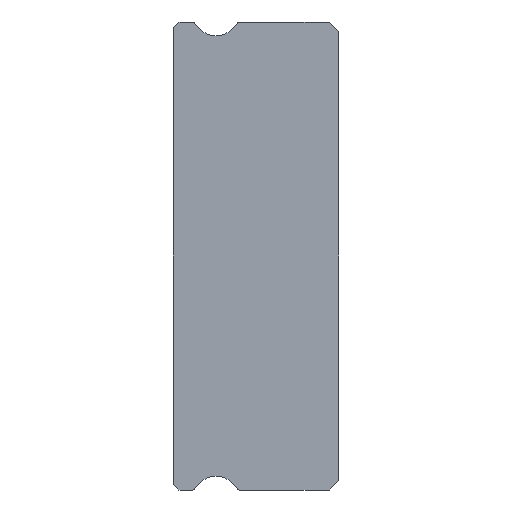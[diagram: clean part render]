
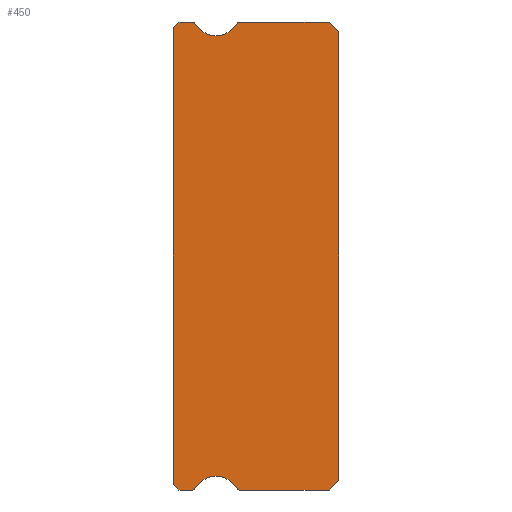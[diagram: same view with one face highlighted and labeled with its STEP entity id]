
A CAD part, left-side view. The second image highlights one B-rep face of the part: STEP entity #450.
In plain terms, the highlighted planar face has unit normal (-1, 0, 0).
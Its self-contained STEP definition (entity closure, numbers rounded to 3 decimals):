
#1 = ORIENTED_EDGE ( 'NONE', *, *, #830, .F. ) ;
#6 = CIRCLE ( 'NONE', #614, 1.25 ) ;
#22 = CARTESIAN_POINT ( 'NONE',  ( -5., 0., 11.5 ) ) ;
#52 = CARTESIAN_POINT ( 'NONE',  ( -5., 5.088, -12. ) ) ;
#67 = LINE ( 'NONE', #573, #1079 ) ;
#71 = EDGE_CURVE ( 'NONE', #1217, #1252, #6, .T. ) ;
#82 = VECTOR ( 'NONE', #319, 1000. ) ;
#91 = DIRECTION ( 'NONE',  ( 0., 0., 1. ) ) ;
#106 = DIRECTION ( 'NONE',  ( 0., -1., 0. ) ) ;
#117 = CARTESIAN_POINT ( 'NONE',  ( -5., 7.512, -12. ) ) ;
#131 = CARTESIAN_POINT ( 'NONE',  ( -5., 0.5, 12. ) ) ;
#151 = DIRECTION ( 'NONE',  ( 1., 0., 0. ) ) ;
#155 = CARTESIAN_POINT ( 'NONE',  ( -5., 8.5, 11.7 ) ) ;
#158 = DIRECTION ( 'NONE',  ( 1., 0., 0. ) ) ;
#166 = CARTESIAN_POINT ( 'NONE',  ( -5., 7.512, 11.85 ) ) ;
#183 = VECTOR ( 'NONE', #1031, 1000. ) ;
#185 = AXIS2_PLACEMENT_3D ( 'NONE', #671, #158, #788 ) ;
#197 = EDGE_CURVE ( 'NONE', #525, #647, #67, .T. ) ;
#209 = DIRECTION ( 'NONE',  ( 0., 0., -1. ) ) ;
#217 = CARTESIAN_POINT ( 'NONE',  ( -5., 7.383, -11.925 ) ) ;
#220 = ORIENTED_EDGE ( 'NONE', *, *, #1599, .F. ) ;
#227 = ORIENTED_EDGE ( 'NONE', *, *, #1386, .T. ) ;
#229 = DIRECTION ( 'NONE',  ( 0., 0., -1. ) ) ;
#243 = EDGE_CURVE ( 'NONE', #1446, #1002, #874, .T. ) ;
#245 = CARTESIAN_POINT ( 'NONE',  ( -5., 5.088, -11.85 ) ) ;
#279 = LINE ( 'NONE', #22, #557 ) ;
#281 = VERTEX_POINT ( 'NONE', #1449 ) ;
#292 = VERTEX_POINT ( 'NONE', #862 ) ;
#295 = EDGE_CURVE ( 'NONE', #500, #321, #1182, .T. ) ;
#311 = AXIS2_PLACEMENT_3D ( 'NONE', #166, #1269, #1034 ) ;
#314 = CIRCLE ( 'NONE', #531, 0.15 ) ;
#319 = DIRECTION ( 'NONE',  ( 0., 0.707, -0.707 ) ) ;
#321 = VERTEX_POINT ( 'NONE', #1598 ) ;
#335 = DIRECTION ( 'NONE',  ( 0., 0., -1. ) ) ;
#354 = CARTESIAN_POINT ( 'NONE',  ( -5., 7.512, -11.85 ) ) ;
#357 = DIRECTION ( 'NONE',  ( 0., 0.707, -0.707 ) ) ;
#370 = CIRCLE ( 'NONE', #1251, 0.15 ) ;
#390 = ORIENTED_EDGE ( 'NONE', *, *, #1136, .F. ) ;
#410 = PLANE ( 'NONE',  #185 ) ;
#415 = VECTOR ( 'NONE', #1135, 1000. ) ;
#416 = LINE ( 'NONE', #131, #415 ) ;
#427 = DIRECTION ( 'NONE',  ( -1., 0., 0. ) ) ;
#434 = LINE ( 'NONE', #1576, #82 ) ;
#435 = AXIS2_PLACEMENT_3D ( 'NONE', #245, #1092, #755 ) ;
#440 = DIRECTION ( 'NONE',  ( 0., 1., 0. ) ) ;
#450 = ADVANCED_FACE ( 'NONE', ( #762 ), #410, .F. ) ;
#488 = CARTESIAN_POINT ( 'NONE',  ( -5., 8.5, -11.7 ) ) ;
#491 = ORIENTED_EDGE ( 'NONE', *, *, #71, .F. ) ;
#493 = EDGE_CURVE ( 'NONE', #292, #945, #726, .T. ) ;
#500 = VERTEX_POINT ( 'NONE', #1211 ) ;
#502 = EDGE_CURVE ( 'NONE', #647, #1194, #1096, .T. ) ;
#525 = VERTEX_POINT ( 'NONE', #488 ) ;
#531 = AXIS2_PLACEMENT_3D ( 'NONE', #1417, #151, #1264 ) ;
#536 = LINE ( 'NONE', #651, #183 ) ;
#541 = CARTESIAN_POINT ( 'NONE',  ( -5., 0., 11.5 ) ) ;
#557 = VECTOR ( 'NONE', #1270, 1000. ) ;
#567 = CARTESIAN_POINT ( 'NONE',  ( -5., 6.3, -12.55 ) ) ;
#573 = CARTESIAN_POINT ( 'NONE',  ( -5., 8.2, -12. ) ) ;
#577 = ORIENTED_EDGE ( 'NONE', *, *, #1325, .F. ) ;
#587 = AXIS2_PLACEMENT_3D ( 'NONE', #1455, #992, #229 ) ;
#589 = CARTESIAN_POINT ( 'NONE',  ( -5., 7.512, -12. ) ) ;
#593 = CARTESIAN_POINT ( 'NONE',  ( -5., 8.2, 12. ) ) ;
#614 = AXIS2_PLACEMENT_3D ( 'NONE', #567, #427, #1554 ) ;
#619 = CARTESIAN_POINT ( 'NONE',  ( -5., 8.5, 11.85 ) ) ;
#645 = CARTESIAN_POINT ( 'NONE',  ( -5., 8.2, -12. ) ) ;
#647 = VERTEX_POINT ( 'NONE', #645 ) ;
#651 = CARTESIAN_POINT ( 'NONE',  ( -5., 7.512, 12. ) ) ;
#671 = CARTESIAN_POINT ( 'NONE',  ( -5., 7.512, 11.85 ) ) ;
#712 = CARTESIAN_POINT ( 'NONE',  ( -5., 6.3, 12.55 ) ) ;
#726 = LINE ( 'NONE', #589, #1518 ) ;
#755 = DIRECTION ( 'NONE',  ( 0., 0., -1. ) ) ;
#762 = FACE_OUTER_BOUND ( 'NONE', #1347, .T. ) ;
#786 = VERTEX_POINT ( 'NONE', #1346 ) ;
#788 = DIRECTION ( 'NONE',  ( 0., 0., -1. ) ) ;
#818 = EDGE_CURVE ( 'NONE', #1252, #1194, #370, .T. ) ;
#829 = ORIENTED_EDGE ( 'NONE', *, *, #295, .F. ) ;
#830 = EDGE_CURVE ( 'NONE', #525, #1002, #1224, .T. ) ;
#831 = VERTEX_POINT ( 'NONE', #1571 ) ;
#862 = CARTESIAN_POINT ( 'NONE',  ( -5., 0.5, -12. ) ) ;
#874 = LINE ( 'NONE', #1360, #1545 ) ;
#893 = VERTEX_POINT ( 'NONE', #1531 ) ;
#897 = VERTEX_POINT ( 'NONE', #541 ) ;
#945 = VERTEX_POINT ( 'NONE', #52 ) ;
#959 = ORIENTED_EDGE ( 'NONE', *, *, #999, .F. ) ;
#976 = VECTOR ( 'NONE', #91, 1000. ) ;
#990 = ORIENTED_EDGE ( 'NONE', *, *, #502, .T. ) ;
#992 = DIRECTION ( 'NONE',  ( -1., 0., 0. ) ) ;
#999 = EDGE_CURVE ( 'NONE', #786, #281, #1324, .T. ) ;
#1002 = VERTEX_POINT ( 'NONE', #155 ) ;
#1004 = ORIENTED_EDGE ( 'NONE', *, *, #1507, .T. ) ;
#1031 = DIRECTION ( 'NONE',  ( 0., -1., 0. ) ) ;
#1033 = ORIENTED_EDGE ( 'NONE', *, *, #197, .T. ) ;
#1034 = DIRECTION ( 'NONE',  ( 0., 0., -1. ) ) ;
#1060 = DIRECTION ( 'NONE',  ( 0., -0.707, -0.707 ) ) ;
#1062 = ORIENTED_EDGE ( 'NONE', *, *, #1354, .F. ) ;
#1079 = VECTOR ( 'NONE', #1060, 1000. ) ;
#1087 = EDGE_CURVE ( 'NONE', #831, #292, #434, .T. ) ;
#1090 = CARTESIAN_POINT ( 'NONE',  ( -5., 5.217, -11.925 ) ) ;
#1092 = DIRECTION ( 'NONE',  ( 1., 0., 0. ) ) ;
#1096 = LINE ( 'NONE', #117, #1104 ) ;
#1104 = VECTOR ( 'NONE', #106, 1000. ) ;
#1135 = DIRECTION ( 'NONE',  ( 0., -0.707, -0.707 ) ) ;
#1136 = EDGE_CURVE ( 'NONE', #281, #500, #1200, .T. ) ;
#1170 = ORIENTED_EDGE ( 'NONE', *, *, #1447, .F. ) ;
#1182 = CIRCLE ( 'NONE', #587, 1.25 ) ;
#1194 = VERTEX_POINT ( 'NONE', #1207 ) ;
#1200 = CIRCLE ( 'NONE', #1544, 1.25 ) ;
#1205 = LINE ( 'NONE', #593, #1589 ) ;
#1207 = CARTESIAN_POINT ( 'NONE',  ( -5., 7.512, -12. ) ) ;
#1211 = CARTESIAN_POINT ( 'NONE',  ( -5., 6.3, 11.3 ) ) ;
#1217 = VERTEX_POINT ( 'NONE', #1090 ) ;
#1224 = LINE ( 'NONE', #619, #976 ) ;
#1238 = DIRECTION ( 'NONE',  ( -1., 0., 0. ) ) ;
#1242 = CIRCLE ( 'NONE', #435, 0.15 ) ;
#1245 = VERTEX_POINT ( 'NONE', #1457 ) ;
#1251 = AXIS2_PLACEMENT_3D ( 'NONE', #354, #1451, #335 ) ;
#1252 = VERTEX_POINT ( 'NONE', #217 ) ;
#1264 = DIRECTION ( 'NONE',  ( 0., 0., -1. ) ) ;
#1269 = DIRECTION ( 'NONE',  ( 1., 0., 0. ) ) ;
#1270 = DIRECTION ( 'NONE',  ( 0., 0., 1. ) ) ;
#1324 = CIRCLE ( 'NONE', #311, 0.15 ) ;
#1325 = EDGE_CURVE ( 'NONE', #1245, #893, #536, .T. ) ;
#1330 = DIRECTION ( 'NONE',  ( 0., 1., 0. ) ) ;
#1346 = CARTESIAN_POINT ( 'NONE',  ( -5., 7.512, 12. ) ) ;
#1347 = EDGE_LOOP ( 'NONE', ( #1, #1033, #990, #1493, #491, #1170, #1375, #1578, #1004, #220, #577, #1062, #829, #390, #959, #227, #1500 ) ) ;
#1354 = EDGE_CURVE ( 'NONE', #321, #1245, #314, .T. ) ;
#1360 = CARTESIAN_POINT ( 'NONE',  ( -5., 8.5, 11.7 ) ) ;
#1375 = ORIENTED_EDGE ( 'NONE', *, *, #493, .F. ) ;
#1386 = EDGE_CURVE ( 'NONE', #786, #1446, #1205, .T. ) ;
#1417 = CARTESIAN_POINT ( 'NONE',  ( -5., 5.088, 11.85 ) ) ;
#1446 = VERTEX_POINT ( 'NONE', #1485 ) ;
#1447 = EDGE_CURVE ( 'NONE', #945, #1217, #1242, .T. ) ;
#1449 = CARTESIAN_POINT ( 'NONE',  ( -5., 7.383, 11.925 ) ) ;
#1451 = DIRECTION ( 'NONE',  ( 1., 0., 0. ) ) ;
#1455 = CARTESIAN_POINT ( 'NONE',  ( -5., 6.3, 12.55 ) ) ;
#1457 = CARTESIAN_POINT ( 'NONE',  ( -5., 5.088, 12. ) ) ;
#1485 = CARTESIAN_POINT ( 'NONE',  ( -5., 8.2, 12. ) ) ;
#1493 = ORIENTED_EDGE ( 'NONE', *, *, #818, .F. ) ;
#1500 = ORIENTED_EDGE ( 'NONE', *, *, #243, .T. ) ;
#1507 = EDGE_CURVE ( 'NONE', #831, #897, #279, .T. ) ;
#1518 = VECTOR ( 'NONE', #1330, 1000. ) ;
#1531 = CARTESIAN_POINT ( 'NONE',  ( -5., 0.5, 12. ) ) ;
#1544 = AXIS2_PLACEMENT_3D ( 'NONE', #712, #1238, #209 ) ;
#1545 = VECTOR ( 'NONE', #357, 1000. ) ;
#1554 = DIRECTION ( 'NONE',  ( 0., 0., -1. ) ) ;
#1571 = CARTESIAN_POINT ( 'NONE',  ( -5., 0., -11.5 ) ) ;
#1576 = CARTESIAN_POINT ( 'NONE',  ( -5., 0., -11.5 ) ) ;
#1578 = ORIENTED_EDGE ( 'NONE', *, *, #1087, .F. ) ;
#1589 = VECTOR ( 'NONE', #440, 1000. ) ;
#1598 = CARTESIAN_POINT ( 'NONE',  ( -5., 5.217, 11.925 ) ) ;
#1599 = EDGE_CURVE ( 'NONE', #893, #897, #416, .T. ) ;
